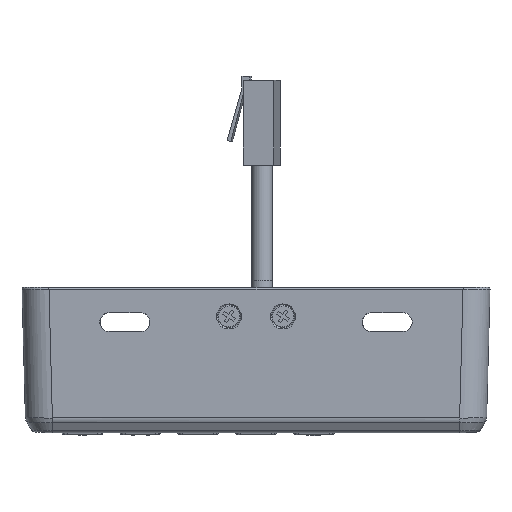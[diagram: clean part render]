
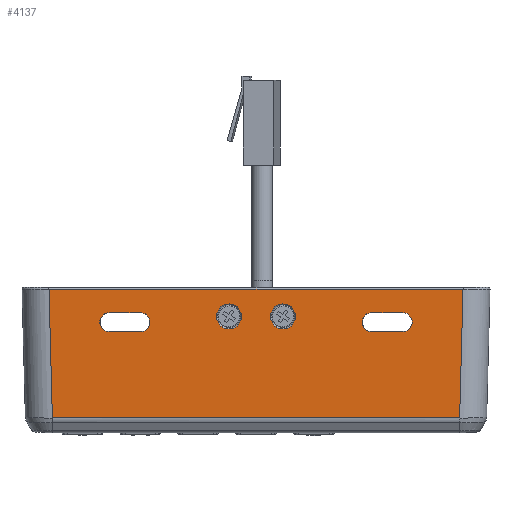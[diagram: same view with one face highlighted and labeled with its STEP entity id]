
A CAD part, front view. The second image highlights one B-rep face of the part: STEP entity #4137.
In plain terms, the highlighted planar face has unit normal (0, -1, -0.026).
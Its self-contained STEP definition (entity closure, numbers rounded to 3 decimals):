
#1756=DIRECTION('',(0.026,-0.026,0.999));
#1757=VECTOR('',#1756,33.347);
#1758=CARTESIAN_POINT('',(52.797,-14.995,39.485));
#1759=LINE('',#1758,#1757);
#1760=DIRECTION('',(0.026,0.026,-0.999));
#1761=VECTOR('',#1760,33.348);
#1762=CARTESIAN_POINT('',(-53.67,-15.867,
72.809));
#1763=LINE('',#1762,#1761);
#1764=CARTESIAN_POINT('',(7.,-15.684,65.812));
#1765=DIRECTION('',(0.,1.,0.026));
#1766=DIRECTION('',(0.,0.026,-1.));
#1767=AXIS2_PLACEMENT_3D('',#1764,#1765,#1766);
#1769=CARTESIAN_POINT('',(7.,-15.684,65.812));
#1770=DIRECTION('',(0.,1.,0.026));
#1771=DIRECTION('',(0.,-0.026,1.));
#1772=AXIS2_PLACEMENT_3D('',#1769,#1770,#1771);
#1774=CARTESIAN_POINT('',(-7.,-15.684,65.812));
#1775=DIRECTION('',(0.,1.,0.026));
#1776=DIRECTION('',(0.,0.026,-1.));
#1777=AXIS2_PLACEMENT_3D('',#1774,#1775,#1776);
#1779=CARTESIAN_POINT('',(-7.,-15.684,65.812));
#1780=DIRECTION('',(0.,1.,0.026));
#1781=DIRECTION('',(0.,-0.026,1.));
#1782=AXIS2_PLACEMENT_3D('',#1779,#1780,#1781);
#1784=DIRECTION('',(1.,0.,0.));
#1785=VECTOR('',#1784,8.);
#1786=CARTESIAN_POINT('',(30.,-15.71,66.811));
#1787=LINE('',#1786,#1785);
#1788=CARTESIAN_POINT('',(30.,-15.645,64.312));
#1789=DIRECTION('',(0.,1.,0.026));
#1790=DIRECTION('',(0.,0.026,-1.));
#1791=AXIS2_PLACEMENT_3D('',#1788,#1789,#1790);
#1793=DIRECTION('',(-1.,0.,0.));
#1794=VECTOR('',#1793,8.);
#1795=CARTESIAN_POINT('',(38.,-15.579,61.813));
#1796=LINE('',#1795,#1794);
#1797=CARTESIAN_POINT('',(38.,-15.645,64.312));
#1798=DIRECTION('',(0.,1.,0.026));
#1799=DIRECTION('',(0.,-0.026,1.));
#1800=AXIS2_PLACEMENT_3D('',#1797,#1798,#1799);
#1802=DIRECTION('',(-1.,0.,0.));
#1803=VECTOR('',#1802,8.);
#1804=CARTESIAN_POINT('',(-30.,-15.579,61.813));
#1805=LINE('',#1804,#1803);
#1806=CARTESIAN_POINT('',(-30.,-15.645,64.312));
#1807=DIRECTION('',(0.,1.,0.026));
#1808=DIRECTION('',(0.,-0.026,1.));
#1809=AXIS2_PLACEMENT_3D('',#1806,#1807,#1808);
#1811=DIRECTION('',(1.,0.,0.));
#1812=VECTOR('',#1811,8.);
#1813=CARTESIAN_POINT('',(-38.,-15.71,66.811));
#1814=LINE('',#1813,#1812);
#1815=CARTESIAN_POINT('',(-38.,-15.645,64.312));
#1816=DIRECTION('',(0.,1.,0.026));
#1817=DIRECTION('',(0.,0.026,-1.));
#1818=AXIS2_PLACEMENT_3D('',#1815,#1816,#1817);
#1858=CARTESIAN_POINT('',(53.67,-15.867,72.809));
#2307=DIRECTION('',(-1.,0.,0.));
#2308=VECTOR('',#2307,105.594);
#2309=CARTESIAN_POINT('',(52.797,-14.995,39.485));
#2310=LINE('',#2309,#2308);
#2329=CARTESIAN_POINT('',(-52.797,-14.995,
39.484));
#2960=DIRECTION('',(1.,0.,0.));
#2961=VECTOR('',#2960,107.34);
#2962=CARTESIAN_POINT('',(-53.67,-15.867,
72.809));
#2963=LINE('',#2962,#2961);
#3447=CARTESIAN_POINT('',(30.,-15.71,66.811));
#3448=CARTESIAN_POINT('',(38.,-15.71,66.811));
#3449=VERTEX_POINT('',#3447);
#3450=VERTEX_POINT('',#3448);
#3451=CARTESIAN_POINT('',(-7.,-15.769,69.06));
#3452=CARTESIAN_POINT('',(-7.,-15.599,62.563));
#3453=VERTEX_POINT('',#3451);
#3454=VERTEX_POINT('',#3452);
#3455=CARTESIAN_POINT('',(7.,-15.769,69.06));
#3456=CARTESIAN_POINT('',(7.,-15.599,62.563));
#3457=VERTEX_POINT('',#3455);
#3458=VERTEX_POINT('',#3456);
#3460=VERTEX_POINT('',#2329);
#3461=CARTESIAN_POINT('',(52.797,-14.995,39.485));
#3462=VERTEX_POINT('',#3461);
#3463=CARTESIAN_POINT('',(-30.,-15.71,66.811));
#3465=VERTEX_POINT('',#3463);
#3470=CARTESIAN_POINT('',(-38.,-15.71,66.811));
#3472=VERTEX_POINT('',#3470);
#3473=CARTESIAN_POINT('',(-38.,-15.579,61.813));
#3475=VERTEX_POINT('',#3473);
#3477=CARTESIAN_POINT('',(-30.,-15.579,61.813));
#3478=VERTEX_POINT('',#3477);
#3481=CARTESIAN_POINT('',(38.,-15.579,61.813));
#3482=CARTESIAN_POINT('',(30.,-15.579,61.813));
#3483=VERTEX_POINT('',#3481);
#3484=VERTEX_POINT('',#3482);
#3504=VERTEX_POINT('',#1858);
#3515=CARTESIAN_POINT('',(-53.67,-15.867,
72.809));
#3517=VERTEX_POINT('',#3515);
#4091=CARTESIAN_POINT('',(-60.,-15.2,47.322));
#4092=DIRECTION('',(0.,-1.,-0.026));
#4093=DIRECTION('',(0.,0.026,-1.));
#4094=AXIS2_PLACEMENT_3D('',#4091,#4092,#4093);
#4095=PLANE('',#4094);
#4097=ORIENTED_EDGE('',*,*,#4096,.F.);
#4099=ORIENTED_EDGE('',*,*,#4098,.T.);
#4100=ORIENTED_EDGE('',*,*,#4079,.F.);
#4102=ORIENTED_EDGE('',*,*,#4101,.T.);
#4103=EDGE_LOOP('',(#4097,#4099,#4100,#4102));
#4104=FACE_OUTER_BOUND('',#4103,.F.);
#4106=ORIENTED_EDGE('',*,*,#4105,.F.);
#4108=ORIENTED_EDGE('',*,*,#4107,.F.);
#4109=EDGE_LOOP('',(#4106,#4108));
#4110=FACE_BOUND('',#4109,.F.);
#4112=ORIENTED_EDGE('',*,*,#4111,.F.);
#4114=ORIENTED_EDGE('',*,*,#4113,.F.);
#4115=EDGE_LOOP('',(#4112,#4114));
#4116=FACE_BOUND('',#4115,.F.);
#4118=ORIENTED_EDGE('',*,*,#4117,.F.);
#4120=ORIENTED_EDGE('',*,*,#4119,.F.);
#4122=ORIENTED_EDGE('',*,*,#4121,.F.);
#4124=ORIENTED_EDGE('',*,*,#4123,.F.);
#4125=EDGE_LOOP('',(#4118,#4120,#4122,#4124));
#4126=FACE_BOUND('',#4125,.F.);
#4128=ORIENTED_EDGE('',*,*,#4127,.F.);
#4130=ORIENTED_EDGE('',*,*,#4129,.F.);
#4132=ORIENTED_EDGE('',*,*,#4131,.F.);
#4134=ORIENTED_EDGE('',*,*,#4133,.F.);
#4135=EDGE_LOOP('',(#4128,#4130,#4132,#4134));
#4136=FACE_BOUND('',#4135,.F.);
#4137=ADVANCED_FACE('',(#4104,#4110,#4116,#4126,#4136),#4095,.T.);
#1768=CIRCLE('',#1767,3.25);
#1773=CIRCLE('',#1772,3.25);
#1778=CIRCLE('',#1777,3.25);
#1783=CIRCLE('',#1782,3.25);
#1792=CIRCLE('',#1791,2.5);
#1801=CIRCLE('',#1800,2.5);
#1810=CIRCLE('',#1809,2.5);
#1819=CIRCLE('',#1818,2.5);
#4079=EDGE_CURVE('',#3517,#3460,#1763,.T.);
#4096=EDGE_CURVE('',#3462,#3504,#1759,.T.);
#4098=EDGE_CURVE('',#3462,#3460,#2310,.T.);
#4101=EDGE_CURVE('',#3517,#3504,#2963,.T.);
#4105=EDGE_CURVE('',#3458,#3457,#1768,.T.);
#4107=EDGE_CURVE('',#3457,#3458,#1773,.T.);
#4111=EDGE_CURVE('',#3454,#3453,#1778,.T.);
#4113=EDGE_CURVE('',#3453,#3454,#1783,.T.);
#4117=EDGE_CURVE('',#3449,#3450,#1787,.T.);
#4119=EDGE_CURVE('',#3484,#3449,#1792,.T.);
#4121=EDGE_CURVE('',#3483,#3484,#1796,.T.);
#4123=EDGE_CURVE('',#3450,#3483,#1801,.T.);
#4127=EDGE_CURVE('',#3478,#3475,#1805,.T.);
#4129=EDGE_CURVE('',#3465,#3478,#1810,.T.);
#4131=EDGE_CURVE('',#3472,#3465,#1814,.T.);
#4133=EDGE_CURVE('',#3475,#3472,#1819,.T.);
